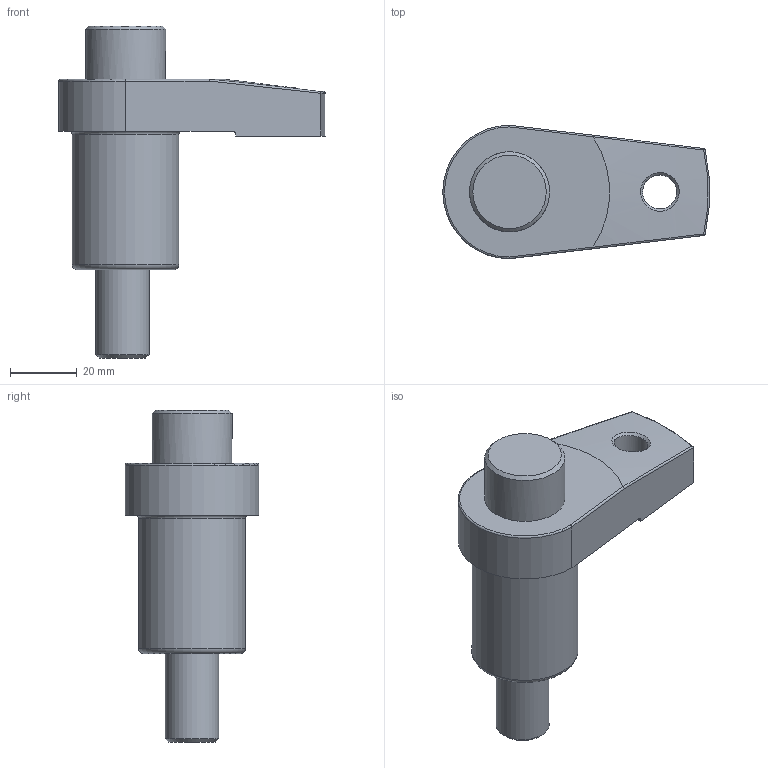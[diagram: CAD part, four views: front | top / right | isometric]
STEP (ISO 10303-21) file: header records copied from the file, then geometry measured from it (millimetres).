
FILE_DESCRIPTION( ( 'Unknown' ), '1' );
FILE_NAME( 'CP10-1632.stp', 'Unknown', ( 'Unknown' ), ( 'Unknown' ), 'XStep 1.0', 'Unknown', ' ' );
FILE_SCHEMA( ( 'CONFIG_CONTROL_DESIGN' ) );
Length unit declared in the file: millimetre
Products named in the file (1): 1
Bounding box: 79.84 x 40 x 99.5 mm (x, y, z)
Volume: 84227.6 mm3; surface area: 15100.8 mm2
Topology: 1 solids, 1 shells, 29 faces, 68 edges, 44 vertices
Faces by surface type: plane 9, cylinder 9, cone 4, torus 4, bspline 3
Full cylindrical faces by diameter (mm): 10.2 x1, 16 x1, 24 x1, 32 x1
Entity records: 1209 total; most frequent: CARTESIAN_POINT 583, DIRECTION 113, ORIENTED_EDGE 108, EDGE_CURVE 54, AXIS2_PLACEMENT_3D 48, EDGE_LOOP 44, VERTEX_POINT 40, FACE_OUTER_BOUND 36
